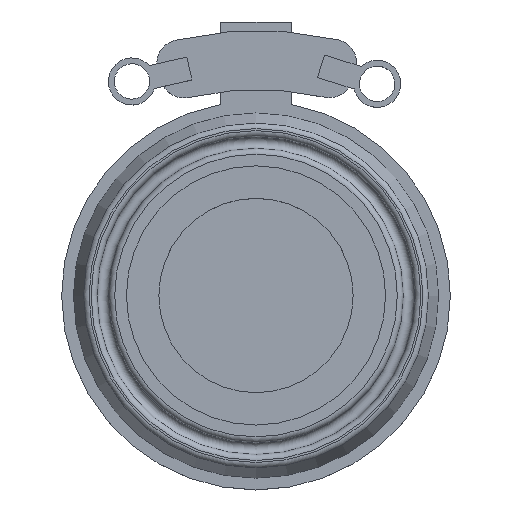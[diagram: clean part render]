
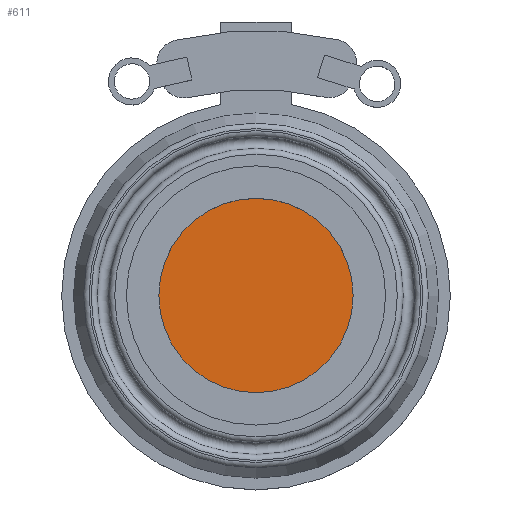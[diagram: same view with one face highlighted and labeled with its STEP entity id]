
A CAD part, top view. The second image highlights one B-rep face of the part: STEP entity #611.
In plain terms, the highlighted planar face has unit normal (0, 0, 1).
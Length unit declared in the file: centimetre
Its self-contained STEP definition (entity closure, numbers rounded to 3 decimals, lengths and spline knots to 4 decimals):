
#142=CIRCLE('',#651,0.825);
#194=VERTEX_POINT('',#921);
#311=EDGE_CURVE('',#194,#194,#142,.T.);
#382=ORIENTED_EDGE('',*,*,#311,.T.);
#500=EDGE_LOOP('',(#382));
#556=FACE_BOUND('',#500,.T.);
#611=ADVANCED_FACE('',(#556),#1060,.T.);
#651=AXIS2_PLACEMENT_3D('',#920,#746,#747);
#653=AXIS2_PLACEMENT_3D('',#924,#750,$);
#746=DIRECTION('',(0.,0.,1.));
#747=DIRECTION('',(0.825,0.,0.));
#750=DIRECTION('',(0.,0.,1.));
#920=CARTESIAN_POINT('',(0.,0.,0.8));
#921=CARTESIAN_POINT('',(0.825,0.,0.8));
#924=CARTESIAN_POINT('',(0.,0.,0.8));
#1060=PLANE('',#653);
